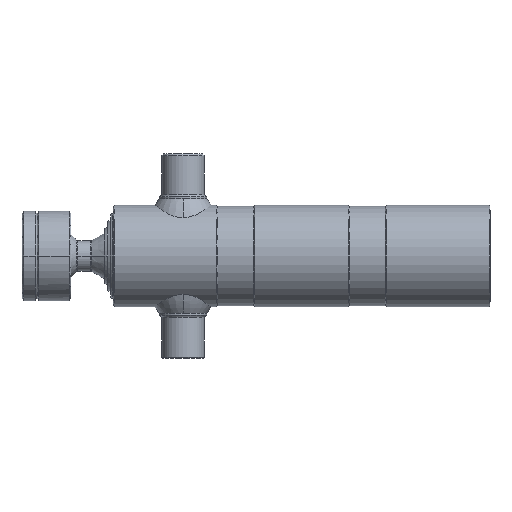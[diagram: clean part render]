
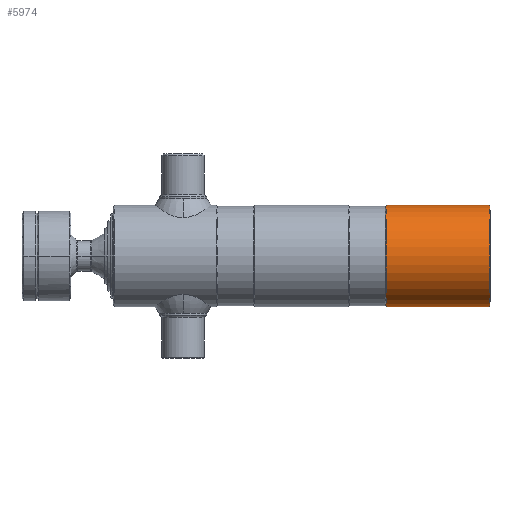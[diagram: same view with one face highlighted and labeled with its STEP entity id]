
A CAD part, left-side view. The second image highlights one B-rep face of the part: STEP entity #5974.
In plain terms, the highlighted cylindrical face has radius 54 mm (diameter 108 mm), a partial arc.
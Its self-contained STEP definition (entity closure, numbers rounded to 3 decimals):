
#58 = VECTOR ( 'NONE', #6646, 1000. ) ;
#418 = CARTESIAN_POINT ( 'NONE',  ( 0., 117.089, 54. ) ) ;
#435 = DIRECTION ( 'NONE',  ( 0., 0., 1. ) ) ;
#558 = LINE ( 'NONE', #3595, #58 ) ;
#821 = EDGE_CURVE ( 'NONE', #3328, #7072, #3776, .T. ) ;
#877 = CARTESIAN_POINT ( 'NONE',  ( 0., 7.589, 54. ) ) ;
#1406 = CARTESIAN_POINT ( 'NONE',  ( 0., -10.371, 54. ) ) ;
#1445 = DIRECTION ( 'NONE',  ( 0., 0., -1. ) ) ;
#2378 = CARTESIAN_POINT ( 'NONE',  ( 0., 7.589, -54. ) ) ;
#2560 = CIRCLE ( 'NONE', #8296, 54. ) ;
#2909 = DIRECTION ( 'NONE',  ( 0., -1., 0. ) ) ;
#3328 = VERTEX_POINT ( 'NONE', #2378 ) ;
#3399 = ORIENTED_EDGE ( 'NONE', *, *, #3699, .T. ) ;
#3595 = CARTESIAN_POINT ( 'NONE',  ( 0., -10.371, -54. ) ) ;
#3699 = EDGE_CURVE ( 'NONE', #8265, #6338, #2560, .T. ) ;
#3761 = EDGE_CURVE ( 'NONE', #8265, #7072, #5862, .T. ) ;
#3776 = CIRCLE ( 'NONE', #8096, 54. ) ;
#4042 = ORIENTED_EDGE ( 'NONE', *, *, #3761, .F. ) ;
#4473 = AXIS2_PLACEMENT_3D ( 'NONE', #4990, #8037, #435 ) ;
#4793 = VECTOR ( 'NONE', #7304, 1000. ) ;
#4990 = CARTESIAN_POINT ( 'NONE',  ( 0., -10.371, 0. ) ) ;
#5070 = EDGE_CURVE ( 'NONE', #6338, #3328, #558, .T. ) ;
#5763 = CARTESIAN_POINT ( 'NONE',  ( 0., 117.089, -54. ) ) ;
#5818 = DIRECTION ( 'NONE',  ( 0., 0., 1. ) ) ;
#5862 = LINE ( 'NONE', #1406, #4793 ) ;
#5974 = ADVANCED_FACE ( 'NONE', ( #9651 ), #8791, .T. ) ;
#6005 = CARTESIAN_POINT ( 'NONE',  ( 0., 117.089, 0. ) ) ;
#6122 = ORIENTED_EDGE ( 'NONE', *, *, #5070, .T. ) ;
#6338 = VERTEX_POINT ( 'NONE', #5763 ) ;
#6646 = DIRECTION ( 'NONE',  ( 0., -1., 0. ) ) ;
#7072 = VERTEX_POINT ( 'NONE', #877 ) ;
#7304 = DIRECTION ( 'NONE',  ( 0., -1., 0. ) ) ;
#7776 = ORIENTED_EDGE ( 'NONE', *, *, #821, .T. ) ;
#7890 = EDGE_LOOP ( 'NONE', ( #3399, #6122, #7776, #4042 ) ) ;
#8037 = DIRECTION ( 'NONE',  ( 0., -1., 0. ) ) ;
#8096 = AXIS2_PLACEMENT_3D ( 'NONE', #9009, #8245, #1445 ) ;
#8245 = DIRECTION ( 'NONE',  ( 0., 1., 0. ) ) ;
#8265 = VERTEX_POINT ( 'NONE', #418 ) ;
#8296 = AXIS2_PLACEMENT_3D ( 'NONE', #6005, #2909, #5818 ) ;
#8791 = CYLINDRICAL_SURFACE ( 'NONE', #4473, 54. ) ;
#9009 = CARTESIAN_POINT ( 'NONE',  ( 0., 7.589, 0. ) ) ;
#9651 = FACE_OUTER_BOUND ( 'NONE', #7890, .T. ) ;
